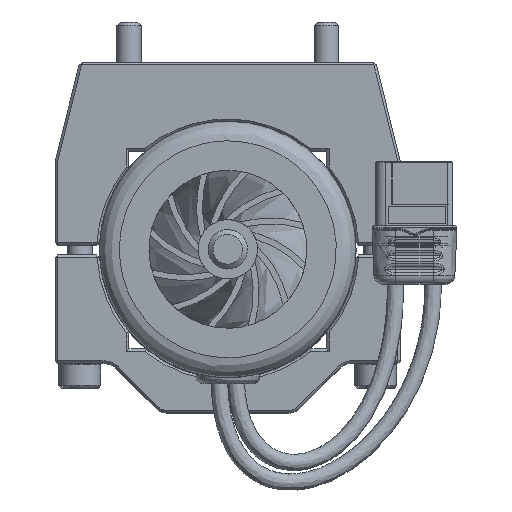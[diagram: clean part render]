
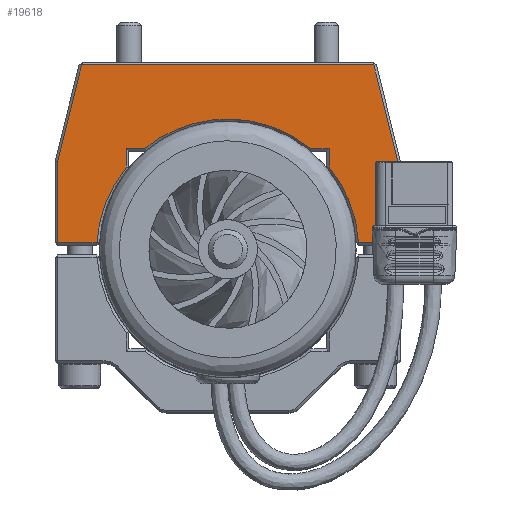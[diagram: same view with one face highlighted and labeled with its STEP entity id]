
A CAD part, top view. The second image highlights one B-rep face of the part: STEP entity #19618.
In plain terms, the highlighted free-form (B-spline) face has degree [1, 1] with [2, 2] control points.
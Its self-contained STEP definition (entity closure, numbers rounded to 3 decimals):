
#19407 = VERTEX_POINT('',#19408);
#19408 = CARTESIAN_POINT('',(-11.716,13.588,
    353.335));
#19413 = EDGE_CURVE('',#19414,#19407,#19416,.T.);
#19414 = VERTEX_POINT('',#19415);
#19415 = CARTESIAN_POINT('',(-22.02,13.588,
    353.335));
#19416 = B_SPLINE_CURVE_WITH_KNOTS('',1,(#19417,#19418),.UNSPECIFIED.,
  .F.,.F.,(2,2),(0.5,8.492),.PIECEWISE_BEZIER_KNOTS.);
#19417 = CARTESIAN_POINT('',(-22.02,13.588,
    353.335));
#19418 = CARTESIAN_POINT('',(-11.716,13.588,
    353.335));
#19618 = ADVANCED_FACE('',(#19619),#19714,.T.);
#19619 = FACE_BOUND('',#19620,.T.);
#19620 = EDGE_LOOP('',(#19621,#19629,#19636,#19643,#19651,#19658,#19665,
    #19673,#19680,#19687,#19694,#19701,#19708,#19713));
#19621 = ORIENTED_EDGE('',*,*,#19622,.F.);
#19622 = EDGE_CURVE('',#19623,#19407,#19625,.T.);
#19623 = VERTEX_POINT('',#19624);
#19624 = CARTESIAN_POINT('',(-4.035,33.327,
    353.335));
#19625 = ( BOUNDED_CURVE() B_SPLINE_CURVE(2,(#19626,#19627,#19628),
.UNSPECIFIED.,.F.,.F.) B_SPLINE_CURVE_WITH_KNOTS((3,3),(
0.007,0.636),.PIECEWISE_BEZIER_KNOTS.) CURVE() 
GEOMETRIC_REPRESENTATION_ITEM() RATIONAL_B_SPLINE_CURVE((1.,
0.951,1.)) REPRESENTATION_ITEM('') );
#19626 = CARTESIAN_POINT('',(-4.035,33.327,
    353.335));
#19627 = CARTESIAN_POINT('',(-11.087,24.707,
    353.335));
#19628 = CARTESIAN_POINT('',(-11.716,13.588,
    353.335));
#19629 = ORIENTED_EDGE('',*,*,#19630,.T.);
#19630 = EDGE_CURVE('',#19623,#19631,#19633,.T.);
#19631 = VERTEX_POINT('',#19632);
#19632 = CARTESIAN_POINT('',(-4.035,38.148,
    353.335));
#19633 = B_SPLINE_CURVE_WITH_KNOTS('',1,(#19634,#19635),.UNSPECIFIED.,
  .F.,.F.,(2,2),(0.179,3.919),.PIECEWISE_BEZIER_KNOTS.);
#19634 = CARTESIAN_POINT('',(-4.035,33.327,
    353.335));
#19635 = CARTESIAN_POINT('',(-4.035,38.148,
    353.335));
#19636 = ORIENTED_EDGE('',*,*,#19637,.T.);
#19637 = EDGE_CURVE('',#19631,#19638,#19640,.T.);
#19638 = VERTEX_POINT('',#19639);
#19639 = CARTESIAN_POINT('',(0.786,38.148,
    353.335));
#19640 = B_SPLINE_CURVE_WITH_KNOTS('',1,(#19641,#19642),.UNSPECIFIED.,
  .F.,.F.,(2,2),(-0.5,3.239),.PIECEWISE_BEZIER_KNOTS.);
#19641 = CARTESIAN_POINT('',(-4.035,38.148,
    353.335));
#19642 = CARTESIAN_POINT('',(0.786,38.148,
    353.335));
#19643 = ORIENTED_EDGE('',*,*,#19644,.F.);
#19644 = EDGE_CURVE('',#19645,#19638,#19647,.T.);
#19645 = VERTEX_POINT('',#19646);
#19646 = CARTESIAN_POINT('',(44.132,38.148,
    353.335));
#19647 = ( BOUNDED_CURVE() B_SPLINE_CURVE(2,(#19648,#19649,#19650),
.UNSPECIFIED.,.F.,.F.) B_SPLINE_CURVE_WITH_KNOTS((3,3),(
0.007,1.378),.PIECEWISE_BEZIER_KNOTS.) CURVE() 
GEOMETRIC_REPRESENTATION_ITEM() RATIONAL_B_SPLINE_CURVE((1.,
0.774,1.)) REPRESENTATION_ITEM('') );
#19648 = CARTESIAN_POINT('',(44.132,38.148,
    353.335));
#19649 = CARTESIAN_POINT('',(22.459,55.878,
    353.335));
#19650 = CARTESIAN_POINT('',(0.786,38.148,
    353.335));
#19651 = ORIENTED_EDGE('',*,*,#19652,.T.);
#19652 = EDGE_CURVE('',#19645,#19653,#19655,.T.);
#19653 = VERTEX_POINT('',#19654);
#19654 = CARTESIAN_POINT('',(48.953,38.148,
    353.335));
#19655 = B_SPLINE_CURVE_WITH_KNOTS('',1,(#19656,#19657),.UNSPECIFIED.,
  .F.,.F.,(2,2),(0.179,3.919),
  .PIECEWISE_BEZIER_KNOTS.);
#19656 = CARTESIAN_POINT('',(44.132,38.148,
    353.335));
#19657 = CARTESIAN_POINT('',(48.953,38.148,
    353.335));
#19658 = ORIENTED_EDGE('',*,*,#19659,.T.);
#19659 = EDGE_CURVE('',#19653,#19660,#19662,.T.);
#19660 = VERTEX_POINT('',#19661);
#19661 = CARTESIAN_POINT('',(48.953,33.327,
    353.335));
#19662 = B_SPLINE_CURVE_WITH_KNOTS('',1,(#19663,#19664),.UNSPECIFIED.,
  .F.,.F.,(2,2),(-0.5,3.239),.PIECEWISE_BEZIER_KNOTS.);
#19663 = CARTESIAN_POINT('',(48.953,38.148,
    353.335));
#19664 = CARTESIAN_POINT('',(48.953,33.327,
    353.335));
#19665 = ORIENTED_EDGE('',*,*,#19666,.F.);
#19666 = EDGE_CURVE('',#19667,#19660,#19669,.T.);
#19667 = VERTEX_POINT('',#19668);
#19668 = CARTESIAN_POINT('',(56.634,13.588,
    353.335));
#19669 = ( BOUNDED_CURVE() B_SPLINE_CURVE(2,(#19670,#19671,#19672),
.UNSPECIFIED.,.F.,.F.) B_SPLINE_CURVE_WITH_KNOTS((3,3),(
0.018,0.647),.PIECEWISE_BEZIER_KNOTS.) CURVE() 
GEOMETRIC_REPRESENTATION_ITEM() RATIONAL_B_SPLINE_CURVE((1.,
0.951,1.)) REPRESENTATION_ITEM('') );
#19670 = CARTESIAN_POINT('',(56.634,13.588,
    353.335));
#19671 = CARTESIAN_POINT('',(56.005,24.707,
    353.335));
#19672 = CARTESIAN_POINT('',(48.953,33.327,
    353.335));
#19673 = ORIENTED_EDGE('',*,*,#19674,.T.);
#19674 = EDGE_CURVE('',#19667,#19675,#19677,.T.);
#19675 = VERTEX_POINT('',#19676);
#19676 = CARTESIAN_POINT('',(66.938,13.588,
    353.335));
#19677 = B_SPLINE_CURVE_WITH_KNOTS('',1,(#19678,#19679),.UNSPECIFIED.,
  .F.,.F.,(2,2),(0.477,8.469),
  .PIECEWISE_BEZIER_KNOTS.);
#19678 = CARTESIAN_POINT('',(56.634,13.588,
    353.335));
#19679 = CARTESIAN_POINT('',(66.938,13.588,
    353.335));
#19680 = ORIENTED_EDGE('',*,*,#19681,.T.);
#19681 = EDGE_CURVE('',#19675,#19682,#19684,.T.);
#19682 = VERTEX_POINT('',#19683);
#19683 = CARTESIAN_POINT('',(66.938,34.781,
    353.335));
#19684 = B_SPLINE_CURVE_WITH_KNOTS('',1,(#19685,#19686),.UNSPECIFIED.,
  .F.,.F.,(2,2),(0.5,16.938),.PIECEWISE_BEZIER_KNOTS.);
#19685 = CARTESIAN_POINT('',(66.938,13.588,
    353.335));
#19686 = CARTESIAN_POINT('',(66.938,34.781,
    353.335));
#19687 = ORIENTED_EDGE('',*,*,#19688,.T.);
#19688 = EDGE_CURVE('',#19682,#19689,#19691,.T.);
#19689 = VERTEX_POINT('',#19690);
#19690 = CARTESIAN_POINT('',(60.633,60.001,
    353.335));
#19691 = B_SPLINE_CURVE_WITH_KNOTS('',1,(#19692,#19693),.UNSPECIFIED.,
  .F.,.F.,(2,2),(0.062,20.225),
  .PIECEWISE_BEZIER_KNOTS.);
#19692 = CARTESIAN_POINT('',(66.938,34.781,
    353.335));
#19693 = CARTESIAN_POINT('',(60.633,60.001,
    353.335));
#19694 = ORIENTED_EDGE('',*,*,#19695,.F.);
#19695 = EDGE_CURVE('',#19696,#19689,#19698,.T.);
#19696 = VERTEX_POINT('',#19697);
#19697 = CARTESIAN_POINT('',(-15.715,60.001,
    353.335));
#19698 = B_SPLINE_CURVE_WITH_KNOTS('',1,(#19699,#19700),.UNSPECIFIED.,
  .F.,.F.,(2,2),(0.39,59.61),
  .PIECEWISE_BEZIER_KNOTS.);
#19699 = CARTESIAN_POINT('',(-15.715,60.001,
    353.335));
#19700 = CARTESIAN_POINT('',(60.633,60.001,
    353.335));
#19701 = ORIENTED_EDGE('',*,*,#19702,.T.);
#19702 = EDGE_CURVE('',#19696,#19703,#19705,.T.);
#19703 = VERTEX_POINT('',#19704);
#19704 = CARTESIAN_POINT('',(-22.02,34.781,
    353.335));
#19705 = B_SPLINE_CURVE_WITH_KNOTS('',1,(#19706,#19707),.UNSPECIFIED.,
  .F.,.F.,(2,2),(0.39,20.554),
  .PIECEWISE_BEZIER_KNOTS.);
#19706 = CARTESIAN_POINT('',(-15.715,60.001,
    353.335));
#19707 = CARTESIAN_POINT('',(-22.02,34.781,
    353.335));
#19708 = ORIENTED_EDGE('',*,*,#19709,.T.);
#19709 = EDGE_CURVE('',#19703,#19414,#19710,.T.);
#19710 = B_SPLINE_CURVE_WITH_KNOTS('',1,(#19711,#19712),.UNSPECIFIED.,
  .F.,.F.,(2,2),(0.062,16.5),.PIECEWISE_BEZIER_KNOTS.);
#19711 = CARTESIAN_POINT('',(-22.02,34.781,
    353.335));
#19712 = CARTESIAN_POINT('',(-22.02,13.588,
    353.335));
#19713 = ORIENTED_EDGE('',*,*,#19413,.T.);
#19714 = B_SPLINE_SURFACE_WITH_KNOTS('',1,1,(
    (#19715,#19716)
    ,(#19717,#19718
  )),.UNSPECIFIED.,.F.,.F.,.F.,(2,2),(2,2),(-34.5,34.5),(-20.44
    ,15.56),.PIECEWISE_BEZIER_KNOTS.);
#19715 = CARTESIAN_POINT('',(-22.02,13.588,
    353.335));
#19716 = CARTESIAN_POINT('',(-22.02,60.001,
    353.335));
#19717 = CARTESIAN_POINT('',(66.938,13.588,
    353.335));
#19718 = CARTESIAN_POINT('',(66.938,60.001,
    353.335));
